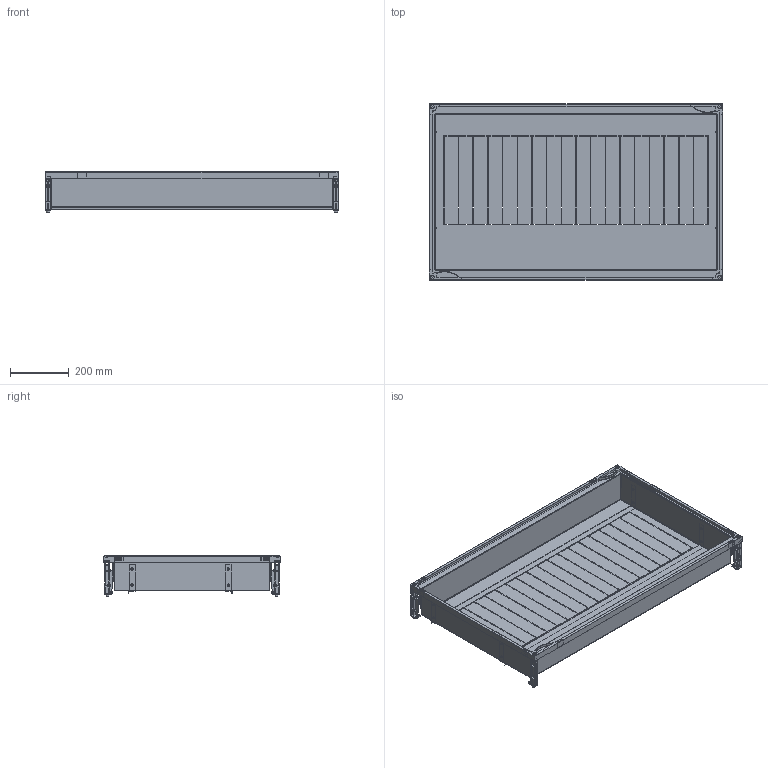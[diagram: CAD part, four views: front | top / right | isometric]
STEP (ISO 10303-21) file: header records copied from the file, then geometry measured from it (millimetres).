
FILE_DESCRIPTION(('STEP AP214'),'1');
FILE_NAME('cctmp_5B30ACA6-EBB6-4970-9216-711E0C380B6C_2024_11_20_13_29_40_0972..stp','2024-11-20T12:29:43',('SIEMENS A&D'),('CADClick - www.CADClick.com'),'Spatial InterOp 3D',' ','unknown authorization');
FILE_SCHEMA(('AUTOMOTIVE_DESIGN'));
Length unit declared in the file: millimetre
Products named in the file (28): cc_unnamed; 2024_11_20_13_29_40_0874; 2024_11_20_13_29_40_0833; 2024_11_20_13_29_40_0793; 2024_11_20_13_29_40_0752; 2024_11_20_13_29_40_0711; 2024_11_20_13_29_40_0629; 2024_11_20_13_29_40_0590; 2024_11_20_13_29_40_0552; 2024_11_20_13_29_40_0519; 2024_11_20_13_29_40_0479; 2024_11_20_13_29_40_0398; 2024_11_20_13_29_40_0357; 2024_11_20_13_29_40_0317; 2024_11_20_13_29_40_0276; 2024_11_20_13_29_40_0238; 2024_11_20_13_29_40_0175; 2024_11_20_13_29_40_0134; 2024_11_20_13_29_40_0094; 2024_11_20_13_29_40_0053; 2024_11_20_13_29_39_0972; 2024_11_20_13_29_39_0931; 2024_11_20_13_29_39_0890; 2024_11_20_13_29_39_0847; 2024_11_20_13_29_39_0816; 2024_11_20_13_29_39_0785; 2024_11_20_13_29_39_0754; 2024_11_20_13_29_39_0718
Assembly tree (27 placements, depth 2):
  cc_unnamed
    2024_11_20_13_29_40_0874
    2024_11_20_13_29_40_0833
    2024_11_20_13_29_40_0793
    2024_11_20_13_29_40_0752
    2024_11_20_13_29_40_0711
    2024_11_20_13_29_40_0629
    2024_11_20_13_29_40_0590
    2024_11_20_13_29_40_0552
    2024_11_20_13_29_40_0519
    2024_11_20_13_29_40_0479
    2024_11_20_13_29_40_0398
    2024_11_20_13_29_40_0357
    2024_11_20_13_29_40_0317
    2024_11_20_13_29_40_0276
    2024_11_20_13_29_40_0238
    2024_11_20_13_29_40_0175
    2024_11_20_13_29_40_0134
    2024_11_20_13_29_40_0094
    2024_11_20_13_29_40_0053
    2024_11_20_13_29_39_0972
    2024_11_20_13_29_39_0931
    2024_11_20_13_29_39_0890
    2024_11_20_13_29_39_0847
    2024_11_20_13_29_39_0816
    2024_11_20_13_29_39_0785
    2024_11_20_13_29_39_0754
    2024_11_20_13_29_39_0718
Bounding box: 1000 x 600 x 137.23 mm (x, y, z)
Volume: 2294895.8 mm3; surface area: 2302444.7 mm2
Topology: 27 solids, 27 shells, 2324 faces, 6550 edges, 4284 vertices
Faces by surface type: plane 1768, cylinder 440, sphere 48, cone 40, torus 28
Entity records: 95235 total; most frequent: CARTESIAN_POINT 14154, ORIENTED_EDGE 13004, DIRECTION 12322, EDGE_CURVE 6502, LINE 5234, VECTOR 5234, VERTEX_POINT 4284, AXIS2_PLACEMENT_3D 3544
